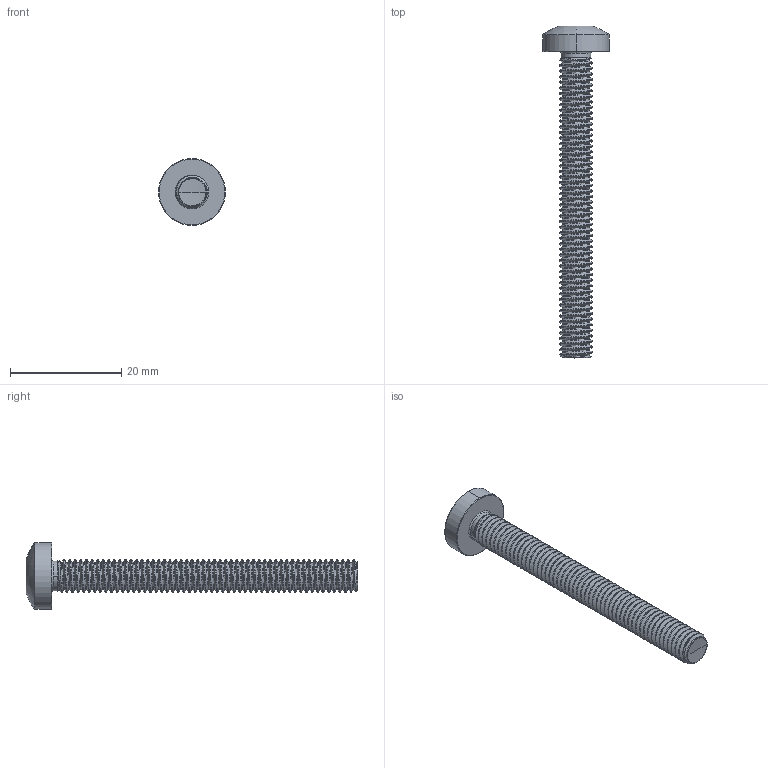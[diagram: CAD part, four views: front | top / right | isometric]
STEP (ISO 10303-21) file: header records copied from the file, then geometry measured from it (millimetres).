
FILE_DESCRIPTION (( 'STEP AP203' ), '1' );
FILE_NAME ('STM390600550.STEP', '2020-12-23T18:00:17', ( '' ), ( '' ), 'SwSTEP 2.0', 'SolidWorks 2015', '' );
FILE_SCHEMA (( 'CONFIG_CONTROL_DESIGN' ));
Length unit declared in the file: millimetre
Products named in the file (2): STM390600550
Bounding box: 12 x 59.6 x 12 mm (x, y, z)
Volume: 1649.8 mm3; surface area: 1937.9 mm2
Topology: 1 solids, 1 shells, 180 faces, 498 edges, 320 vertices
Faces by surface type: cylinder 129, bspline 18, torus 13, cone 13, sphere 4, plane 3
Entity records: 35318 total; most frequent: CARTESIAN_POINT 31438, ORIENTED_EDGE 984, DIRECTION 588, EDGE_CURVE 492, VERTEX_POINT 318, AXIS2_PLACEMENT_3D 225, EDGE_LOOP 180, FACE_OUTER_BOUND 178
